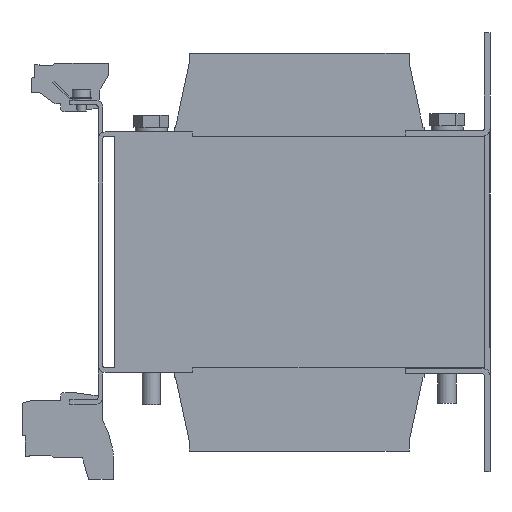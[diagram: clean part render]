
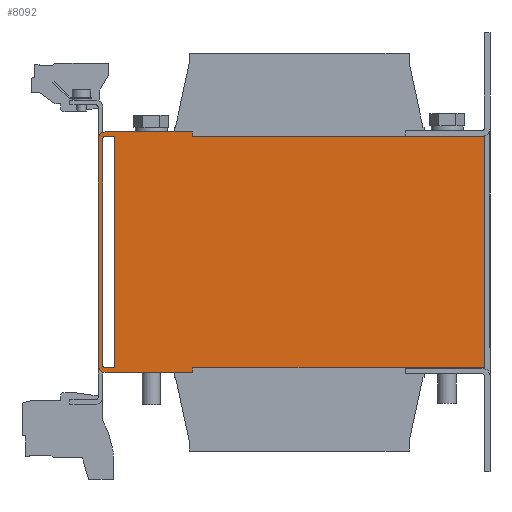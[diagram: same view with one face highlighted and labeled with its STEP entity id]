
A CAD part, left-side view. The second image highlights one B-rep face of the part: STEP entity #8092.
In plain terms, the highlighted planar face has unit normal (-1, 0, 0).
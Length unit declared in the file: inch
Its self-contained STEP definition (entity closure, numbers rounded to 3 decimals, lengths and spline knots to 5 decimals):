
#55 = ORIENTED_EDGE ( 'NONE', *, *, #4914, .F. ) ;
#91 = CARTESIAN_POINT ( 'NONE',  ( -3.77953, -3.14961, -1.9685 ) ) ;
#129 = AXIS2_PLACEMENT_3D ( 'NONE', #583, #6198, #4197 ) ;
#166 = DIRECTION ( 'NONE',  ( 1., 0., 0. ) ) ;
#254 = DIRECTION ( 'NONE',  ( 0., 1., 0. ) ) ;
#380 = DIRECTION ( 'NONE',  ( 0., 0., 1. ) ) ;
#583 = CARTESIAN_POINT ( 'NONE',  ( -3.77953, 3.30713, 1.92913 ) ) ;
#653 = ORIENTED_EDGE ( 'NONE', *, *, #10085, .T. ) ;
#711 = LINE ( 'NONE', #7961, #8988 ) ;
#808 = VERTEX_POINT ( 'NONE', #2327 ) ;
#1113 = ORIENTED_EDGE ( 'NONE', *, *, #3761, .F. ) ;
#1411 = CARTESIAN_POINT ( 'NONE',  ( -3.77953, 3.3465, 2.04724 ) ) ;
#1471 = VERTEX_POINT ( 'NONE', #9993 ) ;
#1613 = LINE ( 'NONE', #3417, #10949 ) ;
#1617 = CARTESIAN_POINT ( 'NONE',  ( -3.77953, 3.30713, -1.92913 ) ) ;
#1656 = CARTESIAN_POINT ( 'NONE',  ( -3.77953, 1.81106, -2.04724 ) ) ;
#1697 = EDGE_CURVE ( 'NONE', #9576, #6078, #3170, .T. ) ;
#1759 = CARTESIAN_POINT ( 'NONE',  ( -3.77953, 3.30713, -1.92913 ) ) ;
#1760 = CARTESIAN_POINT ( 'NONE',  ( -3.77953, 3.42524, 1.92913 ) ) ;
#1861 = EDGE_CURVE ( 'NONE', #1471, #2458, #4540, .T. ) ;
#2101 = EDGE_CURVE ( 'NONE', #9180, #2458, #5691, .T. ) ;
#2197 = ORIENTED_EDGE ( 'NONE', *, *, #1861, .T. ) ;
#2271 = VERTEX_POINT ( 'NONE', #1760 ) ;
#2301 = AXIS2_PLACEMENT_3D ( 'NONE', #4104, #4157, #6946 ) ;
#2327 = CARTESIAN_POINT ( 'NONE',  ( -3.77953, 1.81106, -2.04724 ) ) ;
#2458 = VERTEX_POINT ( 'NONE', #3022 ) ;
#2564 = CIRCLE ( 'NONE', #8540, 0.03937 ) ;
#2615 = VERTEX_POINT ( 'NONE', #7905 ) ;
#2637 = DIRECTION ( 'NONE',  ( 0., 0., -1. ) ) ;
#2651 = CARTESIAN_POINT ( 'NONE',  ( -3.77953, 3.3465, -2.04724 ) ) ;
#2705 = FACE_OUTER_BOUND ( 'NONE', #4542, .T. ) ;
#2896 = CARTESIAN_POINT ( 'NONE',  ( -3.77953, 1.81106, 1.9685 ) ) ;
#3014 = ORIENTED_EDGE ( 'NONE', *, *, #10874, .T. ) ;
#3022 = CARTESIAN_POINT ( 'NONE',  ( -3.77953, 3.14965, 1.9685 ) ) ;
#3148 = EDGE_CURVE ( 'NONE', #8041, #3978, #1613, .T. ) ;
#3170 = LINE ( 'NONE', #8372, #6317 ) ;
#3284 = LINE ( 'NONE', #1411, #5168 ) ;
#3309 = VERTEX_POINT ( 'NONE', #91 ) ;
#3417 = CARTESIAN_POINT ( 'NONE',  ( -3.77953, 1.81106, 2.04724 ) ) ;
#3609 = CARTESIAN_POINT ( 'NONE',  ( -3.77953, 3.30713, 2.04724 ) ) ;
#3658 = CIRCLE ( 'NONE', #9815, 0.11811 ) ;
#3761 = EDGE_CURVE ( 'NONE', #1471, #6078, #6164, .T. ) ;
#3906 = VECTOR ( 'NONE', #6766, 39.37008 ) ;
#3978 = VERTEX_POINT ( 'NONE', #2896 ) ;
#4104 = CARTESIAN_POINT ( 'NONE',  ( -3.77953, 3.30713, 1.92913 ) ) ;
#4157 = DIRECTION ( 'NONE',  ( -1., 0., 0. ) ) ;
#4172 = EDGE_CURVE ( 'NONE', #9684, #2615, #3658, .T. ) ;
#4197 = DIRECTION ( 'NONE',  ( 0., 0., 1. ) ) ;
#4266 = CARTESIAN_POINT ( 'NONE',  ( -3.77953, 3.3465, -1.92913 ) ) ;
#4273 = DIRECTION ( 'NONE',  ( 0., 0., -1. ) ) ;
#4540 = LINE ( 'NONE', #10989, #5741 ) ;
#4542 = EDGE_LOOP ( 'NONE', ( #6395, #9715, #10697, #9693, #11588, #11063, #4729, #55, #7074, #3014 ) ) ;
#4729 = ORIENTED_EDGE ( 'NONE', *, *, #5170, .T. ) ;
#4769 = CARTESIAN_POINT ( 'NONE',  ( -3.77953, 3.42524, -2.58858 ) ) ;
#4838 = LINE ( 'NONE', #8524, #10914 ) ;
#4914 = EDGE_CURVE ( 'NONE', #3978, #6754, #5213, .T. ) ;
#5168 = VECTOR ( 'NONE', #9614, 39.37008 ) ;
#5170 = EDGE_CURVE ( 'NONE', #3309, #6754, #10078, .T. ) ;
#5213 = LINE ( 'NONE', #11639, #6380 ) ;
#5338 = CIRCLE ( 'NONE', #129, 0.11811 ) ;
#5492 = DIRECTION ( 'NONE',  ( 0., 0., -1. ) ) ;
#5691 = LINE ( 'NONE', #8648, #6527 ) ;
#5741 = VECTOR ( 'NONE', #11886, 39.37008 ) ;
#5761 = VERTEX_POINT ( 'NONE', #7036 ) ;
#6078 = VERTEX_POINT ( 'NONE', #9618 ) ;
#6153 = DIRECTION ( 'NONE',  ( 0., -1., 0. ) ) ;
#6164 = CIRCLE ( 'NONE', #2301, 0.03937 ) ;
#6198 = DIRECTION ( 'NONE',  ( 1., 0., 0. ) ) ;
#6317 = VECTOR ( 'NONE', #6845, 39.37008 ) ;
#6359 = EDGE_LOOP ( 'NONE', ( #2197, #11765, #653, #8358, #9535, #1113 ) ) ;
#6380 = VECTOR ( 'NONE', #7022, 39.37008 ) ;
#6395 = ORIENTED_EDGE ( 'NONE', *, *, #8393, .F. ) ;
#6527 = VECTOR ( 'NONE', #380, 39.37008 ) ;
#6567 = VECTOR ( 'NONE', #7369, 39.37008 ) ;
#6743 = EDGE_CURVE ( 'NONE', #5761, #9576, #2564, .T. ) ;
#6754 = VERTEX_POINT ( 'NONE', #7186 ) ;
#6766 = DIRECTION ( 'NONE',  ( 0., 0., -1. ) ) ;
#6845 = DIRECTION ( 'NONE',  ( 0., 0., 1. ) ) ;
#6855 = EDGE_CURVE ( 'NONE', #2271, #2615, #11147, .T. ) ;
#6946 = DIRECTION ( 'NONE',  ( 0., 0., 1. ) ) ;
#7022 = DIRECTION ( 'NONE',  ( 0., -1., 0. ) ) ;
#7036 = CARTESIAN_POINT ( 'NONE',  ( -3.77953, 3.30713, -1.9685 ) ) ;
#7074 = ORIENTED_EDGE ( 'NONE', *, *, #3148, .F. ) ;
#7169 = LINE ( 'NONE', #2651, #11083 ) ;
#7186 = CARTESIAN_POINT ( 'NONE',  ( -3.77953, -3.14961, 1.9685 ) ) ;
#7262 = AXIS2_PLACEMENT_3D ( 'NONE', #11911, #166, #11064 ) ;
#7285 = PLANE ( 'NONE',  #7262 ) ;
#7369 = DIRECTION ( 'NONE',  ( 0., 0., 1. ) ) ;
#7374 = EDGE_CURVE ( 'NONE', #8160, #808, #11050, .T. ) ;
#7397 = FACE_BOUND ( 'NONE', #6359, .T. ) ;
#7905 = CARTESIAN_POINT ( 'NONE',  ( -3.77953, 3.42524, -1.92913 ) ) ;
#7961 = CARTESIAN_POINT ( 'NONE',  ( -3.77953, 0., -1.9685 ) ) ;
#7968 = VECTOR ( 'NONE', #9084, 39.37008 ) ;
#8041 = VERTEX_POINT ( 'NONE', #9817 ) ;
#8092 = ADVANCED_FACE ( 'NONE', ( #2705, #7397 ), #7285, .F. ) ;
#8160 = VERTEX_POINT ( 'NONE', #8317 ) ;
#8289 = CARTESIAN_POINT ( 'NONE',  ( -3.77953, -3.14961, 1.9685 ) ) ;
#8317 = CARTESIAN_POINT ( 'NONE',  ( -3.77953, 1.81106, -1.9685 ) ) ;
#8358 = ORIENTED_EDGE ( 'NONE', *, *, #6743, .T. ) ;
#8372 = CARTESIAN_POINT ( 'NONE',  ( -3.77953, 3.3465, -2.58858 ) ) ;
#8393 = EDGE_CURVE ( 'NONE', #2271, #11462, #5338, .T. ) ;
#8524 = CARTESIAN_POINT ( 'NONE',  ( -3.77953, 3.3465, -1.9685 ) ) ;
#8540 = AXIS2_PLACEMENT_3D ( 'NONE', #1759, #11758, #5492 ) ;
#8648 = CARTESIAN_POINT ( 'NONE',  ( -3.77953, 3.14965, 1.9685 ) ) ;
#8797 = DIRECTION ( 'NONE',  ( 1., 0., 0. ) ) ;
#8927 = CARTESIAN_POINT ( 'NONE',  ( -3.77953, 3.14965, -1.9685 ) ) ;
#8988 = VECTOR ( 'NONE', #11796, 39.37008 ) ;
#9084 = DIRECTION ( 'NONE',  ( 0., 0., -1. ) ) ;
#9088 = EDGE_CURVE ( 'NONE', #9684, #808, #7169, .T. ) ;
#9163 = EDGE_CURVE ( 'NONE', #8160, #3309, #711, .T. ) ;
#9180 = VERTEX_POINT ( 'NONE', #8927 ) ;
#9205 = CARTESIAN_POINT ( 'NONE',  ( -3.77953, 3.30713, -2.04724 ) ) ;
#9535 = ORIENTED_EDGE ( 'NONE', *, *, #1697, .T. ) ;
#9576 = VERTEX_POINT ( 'NONE', #4266 ) ;
#9614 = DIRECTION ( 'NONE',  ( 0., 1., 0. ) ) ;
#9618 = CARTESIAN_POINT ( 'NONE',  ( -3.77953, 3.3465, 1.92913 ) ) ;
#9684 = VERTEX_POINT ( 'NONE', #9205 ) ;
#9693 = ORIENTED_EDGE ( 'NONE', *, *, #9088, .T. ) ;
#9715 = ORIENTED_EDGE ( 'NONE', *, *, #6855, .T. ) ;
#9815 = AXIS2_PLACEMENT_3D ( 'NONE', #1617, #8797, #4273 ) ;
#9817 = CARTESIAN_POINT ( 'NONE',  ( -3.77953, 1.81106, 2.04724 ) ) ;
#9993 = CARTESIAN_POINT ( 'NONE',  ( -3.77953, 3.30713, 1.9685 ) ) ;
#10078 = LINE ( 'NONE', #8289, #6567 ) ;
#10085 = EDGE_CURVE ( 'NONE', #9180, #5761, #4838, .T. ) ;
#10697 = ORIENTED_EDGE ( 'NONE', *, *, #4172, .F. ) ;
#10874 = EDGE_CURVE ( 'NONE', #8041, #11462, #3284, .T. ) ;
#10914 = VECTOR ( 'NONE', #254, 39.37008 ) ;
#10949 = VECTOR ( 'NONE', #2637, 39.37008 ) ;
#10989 = CARTESIAN_POINT ( 'NONE',  ( -3.77953, 3.3465, 1.9685 ) ) ;
#11050 = LINE ( 'NONE', #1656, #7968 ) ;
#11063 = ORIENTED_EDGE ( 'NONE', *, *, #9163, .T. ) ;
#11064 = DIRECTION ( 'NONE',  ( 0., 1., 0. ) ) ;
#11083 = VECTOR ( 'NONE', #6153, 39.37008 ) ;
#11147 = LINE ( 'NONE', #4769, #3906 ) ;
#11462 = VERTEX_POINT ( 'NONE', #3609 ) ;
#11588 = ORIENTED_EDGE ( 'NONE', *, *, #7374, .F. ) ;
#11639 = CARTESIAN_POINT ( 'NONE',  ( -3.77953, 0., 1.9685 ) ) ;
#11758 = DIRECTION ( 'NONE',  ( 1., 0., 0. ) ) ;
#11765 = ORIENTED_EDGE ( 'NONE', *, *, #2101, .F. ) ;
#11796 = DIRECTION ( 'NONE',  ( 0., -1., 0. ) ) ;
#11886 = DIRECTION ( 'NONE',  ( 0., -1., 0. ) ) ;
#11911 = CARTESIAN_POINT ( 'NONE',  ( -3.77953, 0., 1.9685 ) ) ;
